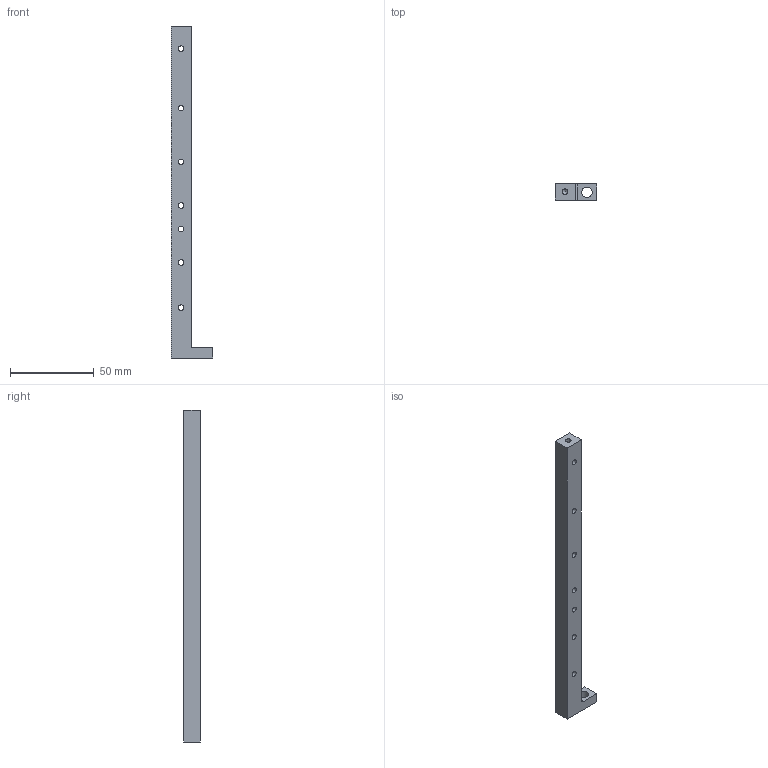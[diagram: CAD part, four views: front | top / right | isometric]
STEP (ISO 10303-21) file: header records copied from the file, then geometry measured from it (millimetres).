
FILE_DESCRIPTION(/* description */ (''),/* implementation_level */ '2;1');
FILE_NAME(/* name */ '190718_L support.stp',/* time_stamp */ '2019-07-18T14:04:20+02:00',/* author */ (''),/* organization */ (''),/* preprocessor_version */ 'ST-DEVELOPER v16.7',/* originating_system */ 'SIEMENS PLM Software NX 12.0',/* authorisation */ '');
FILE_SCHEMA (('AUTOMOTIVE_DESIGN { 1 0 10303 214 3 1 1 1 }'));
Length unit declared in the file: millimetre
Products named in the file (1): bmas477C8C18u67j
Bounding box: 25 x 10 x 198 mm (x, y, z)
Volume: 23613.5 mm3; surface area: 10186.7 mm2
Topology: 1 solids, 1 shells, 21 faces, 63 edges, 44 vertices
Faces by surface type: cylinder 11, plane 8, cone 2
Full cylindrical faces by diameter (mm): 3.3 x8, 4 x1, 6.2 x1
Entity records: 649 total; most frequent: DIRECTION 107, CARTESIAN_POINT 99, ORIENTED_EDGE 82, EDGE_LOOP 49, FACE_BOUND 47, AXIS2_PLACEMENT_3D 44, EDGE_CURVE 41, VERTEX_POINT 36
